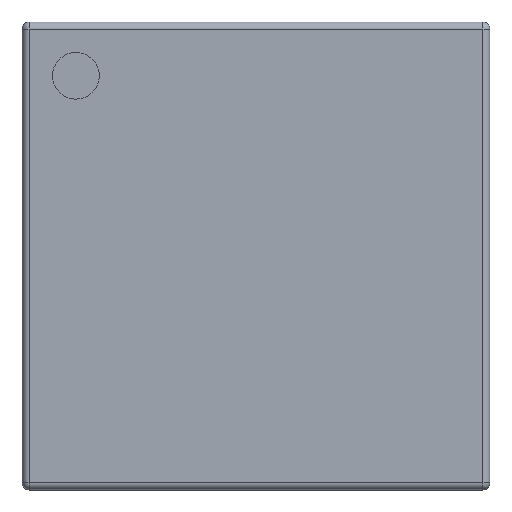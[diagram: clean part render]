
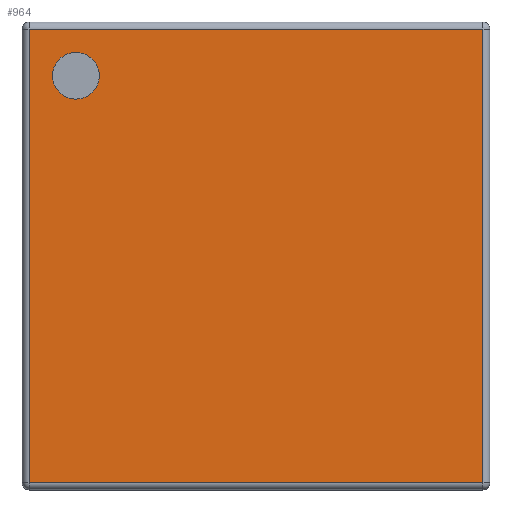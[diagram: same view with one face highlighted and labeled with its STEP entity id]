
A CAD part, top view. The second image highlights one B-rep face of the part: STEP entity #964.
In plain terms, the highlighted planar face has unit normal (0, 0, 1).
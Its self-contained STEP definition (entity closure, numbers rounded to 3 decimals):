
#122 = CARTESIAN_POINT ( 'NONE',  ( 0., 0., 0.675 ) ) ;
#139 = LINE ( 'NONE', #2300, #371 ) ;
#152 = EDGE_LOOP ( 'NONE', ( #265, #1094 ) ) ;
#236 = CIRCLE ( 'NONE', #2275, 0.1 ) ;
#260 = EDGE_CURVE ( 'NONE', #1881, #2073, #1530, .T. ) ;
#265 = ORIENTED_EDGE ( 'NONE', *, *, #1371, .F. ) ;
#347 = DIRECTION ( 'NONE',  ( -1., 0., 0. ) ) ;
#371 = VECTOR ( 'NONE', #2138, 1000. ) ;
#419 = EDGE_CURVE ( 'NONE', #2719, #1881, #2749, .T. ) ;
#450 = VERTEX_POINT ( 'NONE', #2772 ) ;
#478 = CARTESIAN_POINT ( 'NONE',  ( -0.97, -0.97, 0.675 ) ) ;
#499 = CARTESIAN_POINT ( 'NONE',  ( -0.77, 0.77, 0.675 ) ) ;
#525 = AXIS2_PLACEMENT_3D ( 'NONE', #122, #1945, #347 ) ;
#550 = EDGE_CURVE ( 'NONE', #2016, #2719, #1710, .T. ) ;
#558 = PLANE ( 'NONE',  #525 ) ;
#606 = CARTESIAN_POINT ( 'NONE',  ( 0.97, 0., 0.675 ) ) ;
#792 = DIRECTION ( 'NONE',  ( 0., 0., 1. ) ) ;
#812 = VECTOR ( 'NONE', #1484, 1000. ) ;
#832 = DIRECTION ( 'NONE',  ( 0., -1., 0. ) ) ;
#878 = CARTESIAN_POINT ( 'NONE',  ( -0.87, 0.77, 0.675 ) ) ;
#917 = CARTESIAN_POINT ( 'NONE',  ( 0.97, -0.97, 0.675 ) ) ;
#964 = ADVANCED_FACE ( 'NONE', ( #1058, #2147 ), #558, .F. ) ;
#1058 = FACE_BOUND ( 'NONE', #152, .T. ) ;
#1094 = ORIENTED_EDGE ( 'NONE', *, *, #1623, .F. ) ;
#1230 = VECTOR ( 'NONE', #2092, 1000. ) ;
#1371 = EDGE_CURVE ( 'NONE', #450, #2548, #2740, .T. ) ;
#1385 = DIRECTION ( 'NONE',  ( 1., 0., 0. ) ) ;
#1431 = DIRECTION ( 'NONE',  ( 0., 0., 1. ) ) ;
#1484 = DIRECTION ( 'NONE',  ( 0., 1., 0. ) ) ;
#1530 = LINE ( 'NONE', #2219, #1582 ) ;
#1544 = ORIENTED_EDGE ( 'NONE', *, *, #260, .T. ) ;
#1582 = VECTOR ( 'NONE', #832, 1000. ) ;
#1623 = EDGE_CURVE ( 'NONE', #2548, #450, #236, .T. ) ;
#1660 = ORIENTED_EDGE ( 'NONE', *, *, #1751, .T. ) ;
#1667 = ORIENTED_EDGE ( 'NONE', *, *, #550, .T. ) ;
#1710 = LINE ( 'NONE', #606, #812 ) ;
#1732 = ORIENTED_EDGE ( 'NONE', *, *, #419, .T. ) ;
#1742 = DIRECTION ( 'NONE',  ( 1., 0., 0. ) ) ;
#1751 = EDGE_CURVE ( 'NONE', #2073, #2016, #139, .T. ) ;
#1881 = VERTEX_POINT ( 'NONE', #2386 ) ;
#1945 = DIRECTION ( 'NONE',  ( 0., 0., -1. ) ) ;
#2016 = VERTEX_POINT ( 'NONE', #917 ) ;
#2071 = CARTESIAN_POINT ( 'NONE',  ( -0.77, 0.77, 0.675 ) ) ;
#2073 = VERTEX_POINT ( 'NONE', #478 ) ;
#2092 = DIRECTION ( 'NONE',  ( -1., 0., 0. ) ) ;
#2138 = DIRECTION ( 'NONE',  ( 1., 0., 0. ) ) ;
#2147 = FACE_OUTER_BOUND ( 'NONE', #2731, .T. ) ;
#2219 = CARTESIAN_POINT ( 'NONE',  ( -0.97, 0., 0.675 ) ) ;
#2275 = AXIS2_PLACEMENT_3D ( 'NONE', #2071, #792, #1385 ) ;
#2300 = CARTESIAN_POINT ( 'NONE',  ( 0., -0.97, 0.675 ) ) ;
#2386 = CARTESIAN_POINT ( 'NONE',  ( -0.97, 0.97, 0.675 ) ) ;
#2548 = VERTEX_POINT ( 'NONE', #878 ) ;
#2564 = CARTESIAN_POINT ( 'NONE',  ( 0., 0.97, 0.675 ) ) ;
#2656 = CARTESIAN_POINT ( 'NONE',  ( 0.97, 0.97, 0.675 ) ) ;
#2691 = AXIS2_PLACEMENT_3D ( 'NONE', #499, #1431, #1742 ) ;
#2719 = VERTEX_POINT ( 'NONE', #2656 ) ;
#2731 = EDGE_LOOP ( 'NONE', ( #1544, #1660, #1667, #1732 ) ) ;
#2740 = CIRCLE ( 'NONE', #2691, 0.1 ) ;
#2749 = LINE ( 'NONE', #2564, #1230 ) ;
#2772 = CARTESIAN_POINT ( 'NONE',  ( -0.67, 0.77, 0.675 ) ) ;
